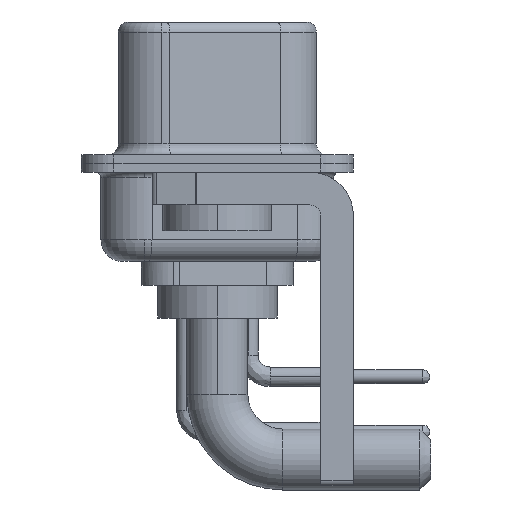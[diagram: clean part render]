
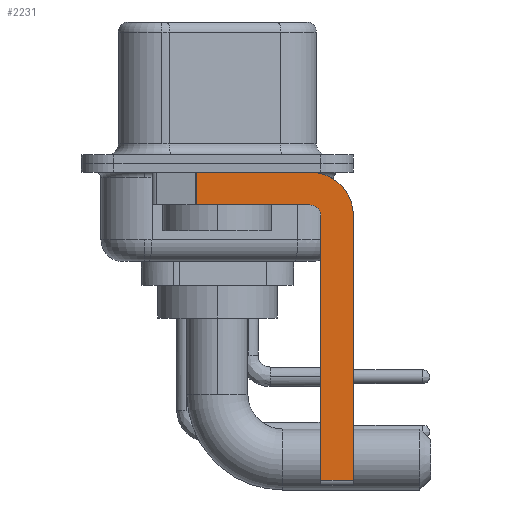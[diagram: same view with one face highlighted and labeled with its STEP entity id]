
A CAD part, left-side view. The second image highlights one B-rep face of the part: STEP entity #2231.
In plain terms, the highlighted planar face has unit normal (-1, 0, 0).
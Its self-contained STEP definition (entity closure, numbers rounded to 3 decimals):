
#375 = EDGE_CURVE ( 'NONE', #2878, #13295, #23919, .T. ) ;
#434 = VECTOR ( 'NONE', #19731, 1000. ) ;
#627 = DIRECTION ( 'NONE',  ( 0., 0., -1. ) ) ;
#680 = VECTOR ( 'NONE', #23502, 1000. ) ;
#1342 = AXIS2_PLACEMENT_3D ( 'NONE', #22272, #5266, #24384 ) ;
#1416 = CIRCLE ( 'NONE', #21253, 2. ) ;
#1732 = LINE ( 'NONE', #2110, #5376 ) ;
#1958 = ORIENTED_EDGE ( 'NONE', *, *, #5695, .F. ) ;
#2110 = CARTESIAN_POINT ( 'NONE',  ( -2.9, 3., -0.4 ) ) ;
#2231 = ADVANCED_FACE ( 'NONE', ( #6407 ), #17950, .F. ) ;
#2470 = VERTEX_POINT ( 'NONE', #3051 ) ;
#2784 = CARTESIAN_POINT ( 'NONE',  ( -2.9, -4.25, -1.9 ) ) ;
#2878 = VERTEX_POINT ( 'NONE', #17270 ) ;
#3051 = CARTESIAN_POINT ( 'NONE',  ( -2.9, -4.75, -14.55 ) ) ;
#3181 = DIRECTION ( 'NONE',  ( 0., 0., 1. ) ) ;
#3325 = CARTESIAN_POINT ( 'NONE',  ( -2.9, 0.978, -0.4 ) ) ;
#3416 = CARTESIAN_POINT ( 'NONE',  ( -2.9, 0.978, -1.9 ) ) ;
#3764 = EDGE_CURVE ( 'NONE', #2470, #2878, #20177, .T. ) ;
#3944 = EDGE_CURVE ( 'NONE', #13295, #5889, #8007, .T. ) ;
#4046 = EDGE_CURVE ( 'NONE', #7329, #9078, #10237, .T. ) ;
#4560 = ORIENTED_EDGE ( 'NONE', *, *, #3764, .F. ) ;
#4826 = EDGE_LOOP ( 'NONE', ( #1958, #15525, #22487, #9282, #4560, #7640, #13053, #9259 ) ) ;
#4906 = CARTESIAN_POINT ( 'NONE',  ( -2.9, -6.25, -2.4 ) ) ;
#5266 = DIRECTION ( 'NONE',  ( -1., 0., 0. ) ) ;
#5376 = VECTOR ( 'NONE', #7311, 1000. ) ;
#5695 = EDGE_CURVE ( 'NONE', #6937, #7301, #1732, .T. ) ;
#5824 = VECTOR ( 'NONE', #23280, 1000. ) ;
#5889 = VERTEX_POINT ( 'NONE', #3416 ) ;
#6407 = FACE_OUTER_BOUND ( 'NONE', #4826, .T. ) ;
#6644 = VECTOR ( 'NONE', #627, 1000. ) ;
#6937 = VERTEX_POINT ( 'NONE', #3325 ) ;
#7020 = CARTESIAN_POINT ( 'NONE',  ( -2.9, -4.25, -0.4 ) ) ;
#7301 = VERTEX_POINT ( 'NONE', #7020 ) ;
#7311 = DIRECTION ( 'NONE',  ( 0., -1., 0. ) ) ;
#7329 = VERTEX_POINT ( 'NONE', #4906 ) ;
#7640 = ORIENTED_EDGE ( 'NONE', *, *, #22640, .T. ) ;
#8007 = LINE ( 'NONE', #2784, #680 ) ;
#8212 = CARTESIAN_POINT ( 'NONE',  ( -2.9, -4.25, -2.4 ) ) ;
#8484 = CARTESIAN_POINT ( 'NONE',  ( -2.9, -6.25, -2.4 ) ) ;
#8545 = LINE ( 'NONE', #12040, #434 ) ;
#9078 = VERTEX_POINT ( 'NONE', #23638 ) ;
#9259 = ORIENTED_EDGE ( 'NONE', *, *, #16951, .F. ) ;
#9282 = ORIENTED_EDGE ( 'NONE', *, *, #375, .F. ) ;
#10237 = LINE ( 'NONE', #8484, #5824 ) ;
#11825 = DIRECTION ( 'NONE',  ( 1., 0., 0. ) ) ;
#12040 = CARTESIAN_POINT ( 'NONE',  ( -2.9, -4.25, -14.55 ) ) ;
#12366 = CARTESIAN_POINT ( 'NONE',  ( -2.9, -4.25, -2.4 ) ) ;
#13053 = ORIENTED_EDGE ( 'NONE', *, *, #4046, .F. ) ;
#13295 = VERTEX_POINT ( 'NONE', #16231 ) ;
#14130 = DIRECTION ( 'NONE',  ( 0., 0., -1. ) ) ;
#14270 = AXIS2_PLACEMENT_3D ( 'NONE', #12366, #23304, #14130 ) ;
#15525 = ORIENTED_EDGE ( 'NONE', *, *, #18734, .T. ) ;
#16231 = CARTESIAN_POINT ( 'NONE',  ( -2.9, -4.25, -1.9 ) ) ;
#16470 = CARTESIAN_POINT ( 'NONE',  ( -2.9, -4.75, -14.8 ) ) ;
#16951 = EDGE_CURVE ( 'NONE', #7301, #7329, #1416, .T. ) ;
#17270 = CARTESIAN_POINT ( 'NONE',  ( -2.9, -4.75, -2.4 ) ) ;
#17316 = VECTOR ( 'NONE', #3181, 1000. ) ;
#17531 = DIRECTION ( 'NONE',  ( 0., 0., -1. ) ) ;
#17950 = PLANE ( 'NONE',  #14270 ) ;
#18734 = EDGE_CURVE ( 'NONE', #6937, #5889, #19723, .T. ) ;
#19723 = LINE ( 'NONE', #23329, #6644 ) ;
#19731 = DIRECTION ( 'NONE',  ( 0., -1., 0. ) ) ;
#20177 = LINE ( 'NONE', #16470, #17316 ) ;
#21253 = AXIS2_PLACEMENT_3D ( 'NONE', #8212, #11825, #17531 ) ;
#22272 = CARTESIAN_POINT ( 'NONE',  ( -2.9, -4.25, -2.4 ) ) ;
#22487 = ORIENTED_EDGE ( 'NONE', *, *, #3944, .F. ) ;
#22640 = EDGE_CURVE ( 'NONE', #2470, #9078, #8545, .T. ) ;
#23280 = DIRECTION ( 'NONE',  ( 0., 0., -1. ) ) ;
#23304 = DIRECTION ( 'NONE',  ( 1., 0., 0. ) ) ;
#23329 = CARTESIAN_POINT ( 'NONE',  ( -2.9, 0.978, -1.9 ) ) ;
#23502 = DIRECTION ( 'NONE',  ( 0., 1., 0. ) ) ;
#23638 = CARTESIAN_POINT ( 'NONE',  ( -2.9, -6.25, -14.55 ) ) ;
#23919 = CIRCLE ( 'NONE', #1342, 0.5 ) ;
#24384 = DIRECTION ( 'NONE',  ( 0., 0., 1. ) ) ;
